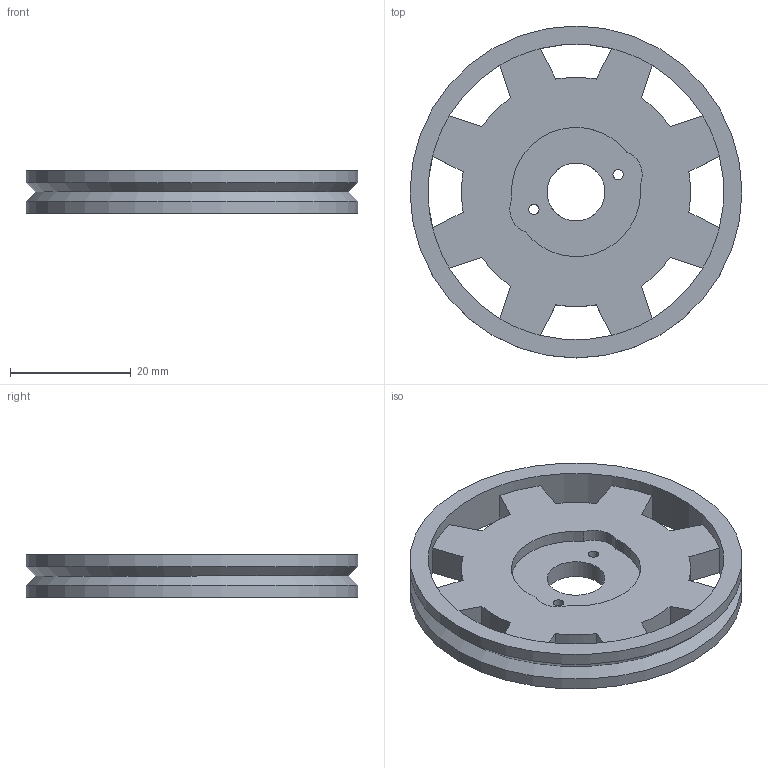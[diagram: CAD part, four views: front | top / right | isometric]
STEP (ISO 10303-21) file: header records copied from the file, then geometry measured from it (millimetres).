
FILE_DESCRIPTION(('FreeCAD Model'),'2;1');
FILE_NAME('renacuajo-wheel-gear.stp','2014-09-25T09:27:51',('FreeCAD'),('FreeCAD'), 'Open CASCADE STEP processor 6.7','FreeCAD','Unknown');
FILE_SCHEMA(('AUTOMOTIVE_DESIGN_CC2 { 1 2 10303 214 -1 1 5 4 }'));
Length unit declared in the file: millimetre
Products named in the file (1): Renacuajo-wheel-gear-final
Bounding box: 55 x 55 x 7 mm (x, y, z)
Volume: 9456 mm3; surface area: 6949.3 mm2
Topology: 1 solids, 1 shells, 41 faces, 151 edges, 106 vertices
Faces by surface type: plane 20, cylinder 19, cone 2
Full cylindrical faces by diameter (mm): 1.7 x2, 9.6 x1, 49 x1, 55 x2
Entity records: 3780 total; most frequent: CARTESIAN_POINT 1137, DIRECTION 420, ORIENTED_EDGE 302, PCURVE 302, DEFINITIONAL_REPRESENTATION 302, LINE 186, VECTOR 186, EDGE_CURVE 151
